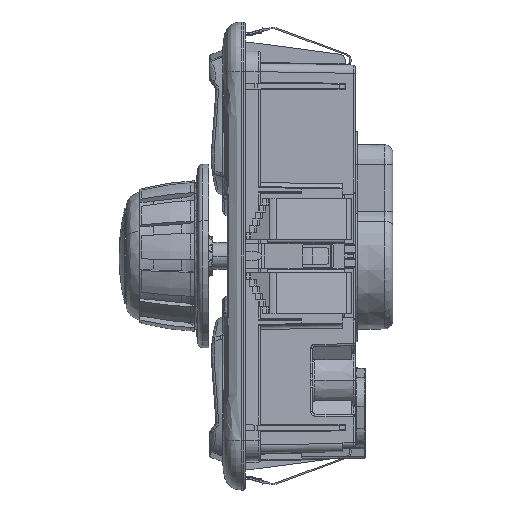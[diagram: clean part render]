
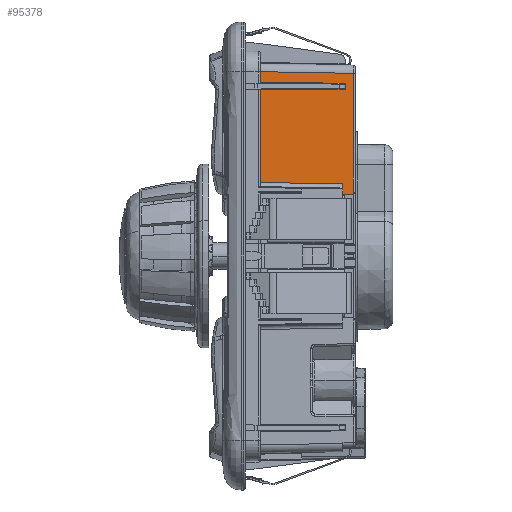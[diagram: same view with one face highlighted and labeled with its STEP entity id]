
A CAD part, left-side view. The second image highlights one B-rep face of the part: STEP entity #95378.
In plain terms, the highlighted planar face has unit normal (-1, -0.018, 0).
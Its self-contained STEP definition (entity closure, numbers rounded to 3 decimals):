
#8675=CARTESIAN_POINT('',(-28.109,-25.575,
14.946));
#18018=DIRECTION('',(0.,0.,1.));
#18019=VECTOR('',#18018,2.596);
#18020=CARTESIAN_POINT('',(-28.5,-3.075,41.904));
#18021=LINE('',#18020,#18019);
#18030=CARTESIAN_POINT('',(-28.5,-3.075,41.904));
#21314=CARTESIAN_POINT('',(-28.5,-3.075,44.5));
#21328=DIRECTION('',(-0.017,1.,0.017));
#21329=VECTOR('',#21328,20.006);
#21330=CARTESIAN_POINT('',(-28.151,-23.075,17.401));
#21331=LINE('',#21330,#21329);
#21332=DIRECTION('',(0.017,-1.,0.009));
#21333=VECTOR('',#21332,20.504);
#21334=CARTESIAN_POINT('',(-28.5,-3.075,40.096));
#21335=LINE('',#21334,#21333);
#21336=DIRECTION('',(-0.017,1.,0.009));
#21337=VECTOR('',#21336,20.504);
#21338=CARTESIAN_POINT('',(-28.142,-23.575,41.725));
#21339=LINE('',#21338,#21337);
#21340=DIRECTION('',(0.017,-1.,-0.017));
#21341=VECTOR('',#21340,22.516);
#21342=CARTESIAN_POINT('',(-28.5,-3.075,44.5));
#21343=LINE('',#21342,#21341);
#21344=DIRECTION('',(0.,0.,-1.));
#21345=VECTOR('',#21344,29.159);
#21346=CARTESIAN_POINT('',(-28.107,-25.584,
44.107));
#21347=LINE('',#21346,#21345);
#21348=DIRECTION('',(0.017,-1.,0.01));
#21349=VECTOR('',#21348,2.505);
#21350=CARTESIAN_POINT('',(-28.151,-23.075,14.925));
#21351=LINE('',#21350,#21349);
#21393=DIRECTION('',(0.,0.,-1.));
#21394=VECTOR('',#21393,2.476);
#21395=CARTESIAN_POINT('',(-28.151,-23.075,17.401));
#21396=LINE('',#21395,#21394);
#22198=DIRECTION('',(0.,0.,-1.));
#22199=VECTOR('',#22198,1.45);
#22200=CARTESIAN_POINT('',(-28.142,-23.575,41.725));
#22201=LINE('',#22200,#22199);
#22242=CARTESIAN_POINT('',(-28.5,-3.075,17.75));
#22262=DIRECTION('',(0.,0.,1.));
#22263=VECTOR('',#22262,22.346);
#22264=CARTESIAN_POINT('',(-28.5,-3.075,17.75));
#22265=LINE('',#22264,#22263);
#51448=CARTESIAN_POINT('',(-28.151,-23.075,14.925));
#51449=VERTEX_POINT('',#51448);
#51458=VERTEX_POINT('',#21314);
#51564=VERTEX_POINT('',#8675);
#51565=CARTESIAN_POINT('',(-28.107,-25.584,
44.107));
#51566=VERTEX_POINT('',#51565);
#51592=VERTEX_POINT('',#22242);
#51593=CARTESIAN_POINT('',(-28.151,-23.075,17.401));
#51594=VERTEX_POINT('',#51593);
#53121=VERTEX_POINT('',#18030);
#53122=CARTESIAN_POINT('',(-28.142,-23.575,41.725));
#53123=VERTEX_POINT('',#53122);
#53126=CARTESIAN_POINT('',(-28.5,-3.075,40.096));
#53127=CARTESIAN_POINT('',(-28.142,-23.575,40.275));
#53128=VERTEX_POINT('',#53126);
#53129=VERTEX_POINT('',#53127);
#95354=CARTESIAN_POINT('',(-28.5,-3.075,-49.222));
#95355=DIRECTION('',(-1.,-0.017,0.));
#95356=DIRECTION('',(0.,0.,-1.));
#95357=AXIS2_PLACEMENT_3D('',#95354,#95355,#95356);
#95358=PLANE('',#95357);
#95360=ORIENTED_EDGE('',*,*,#95359,.T.);
#95362=ORIENTED_EDGE('',*,*,#95361,.T.);
#95364=ORIENTED_EDGE('',*,*,#95363,.T.);
#95366=ORIENTED_EDGE('',*,*,#95365,.F.);
#95368=ORIENTED_EDGE('',*,*,#95367,.T.);
#95369=ORIENTED_EDGE('',*,*,#89538,.T.);
#95370=ORIENTED_EDGE('',*,*,#95335,.T.);
#95371=ORIENTED_EDGE('',*,*,#74709,.T.);
#95373=ORIENTED_EDGE('',*,*,#95372,.F.);
#95375=ORIENTED_EDGE('',*,*,#95374,.F.);
#95376=EDGE_LOOP('',(#95360,#95362,#95364,#95366,#95368,#95369,#95370,#95371,
#95373,#95375));
#95377=FACE_OUTER_BOUND('',#95376,.F.);
#95378=ADVANCED_FACE('',(#95377),#95358,.T.);
#74709=EDGE_CURVE('',#51566,#51564,#21347,.T.);
#89538=EDGE_CURVE('',#53121,#51458,#18021,.T.);
#95335=EDGE_CURVE('',#51458,#51566,#21343,.T.);
#95359=EDGE_CURVE('',#51594,#51592,#21331,.T.);
#95361=EDGE_CURVE('',#51592,#53128,#22265,.T.);
#95363=EDGE_CURVE('',#53128,#53129,#21335,.T.);
#95365=EDGE_CURVE('',#53123,#53129,#22201,.T.);
#95367=EDGE_CURVE('',#53123,#53121,#21339,.T.);
#95372=EDGE_CURVE('',#51449,#51564,#21351,.T.);
#95374=EDGE_CURVE('',#51594,#51449,#21396,.T.);
